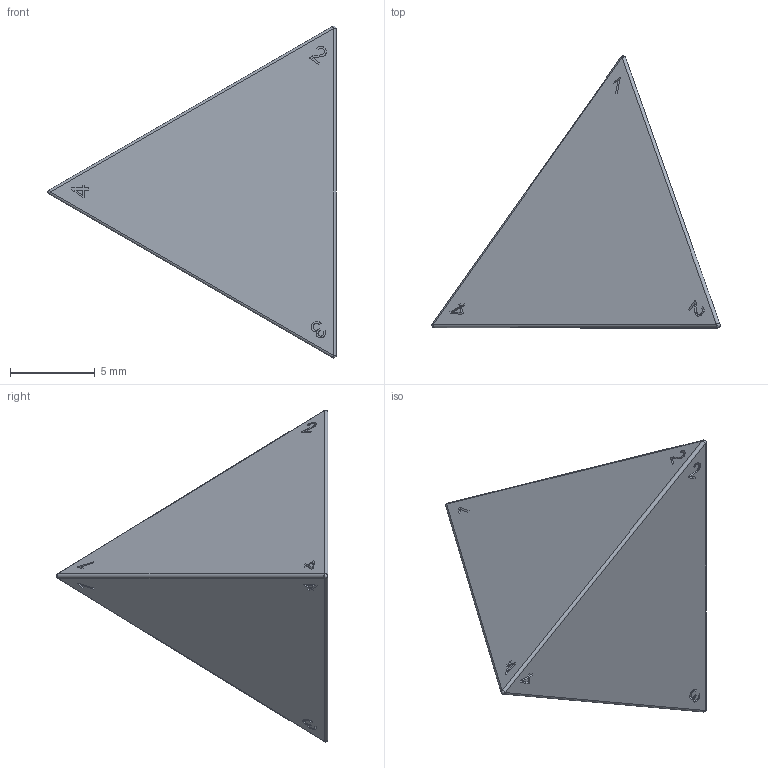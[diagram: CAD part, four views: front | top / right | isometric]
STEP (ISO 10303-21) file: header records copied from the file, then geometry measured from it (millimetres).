
FILE_DESCRIPTION(/* description */ (''),/* implementation_level */ '2;1');
FILE_NAME(/* name */ 'D4.step',/* time_stamp */ '2021-04-06T13:16:04+02:00',/* author */ (''),/* organization */ (''),/* preprocessor_version */ 'ST-DEVELOPER v18.1',/* originating_system */ 'Autodesk Translation Framework v10.6.0.1341',/* authorisation */ '');
FILE_SCHEMA (('AUTOMOTIVE_DESIGN { 1 0 10303 214 3 1 1 }'));
Length unit declared in the file: millimetre
Products named in the file (1): D4
Bounding box: 16.98 x 16.03 x 19.57 mm (x, y, z)
Volume: 940.8 mm3; surface area: 691.1 mm2
Topology: 1 solids, 1 shells, 254 faces, 705 edges, 466 vertices
Faces by surface type: bspline 147, plane 97, cylinder 6, sphere 4
Entity records: 9442 total; most frequent: CARTESIAN_POINT 3923, ORIENTED_EDGE 1406, EDGE_CURVE 703, DIRECTION 641, VERTEX_POINT 466, LINE 393, VECTOR 393, B_SPLINE_CURVE_WITH_KNOTS 294
